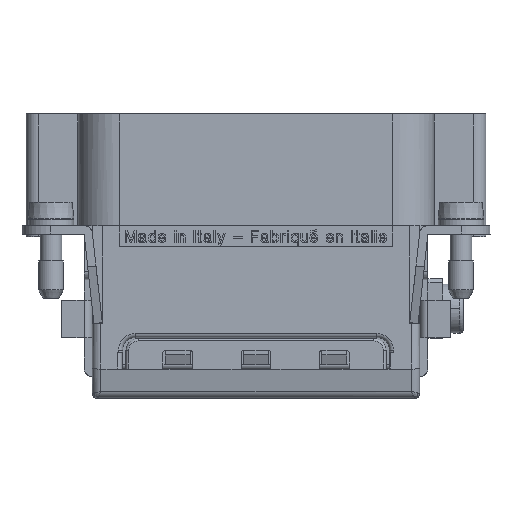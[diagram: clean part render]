
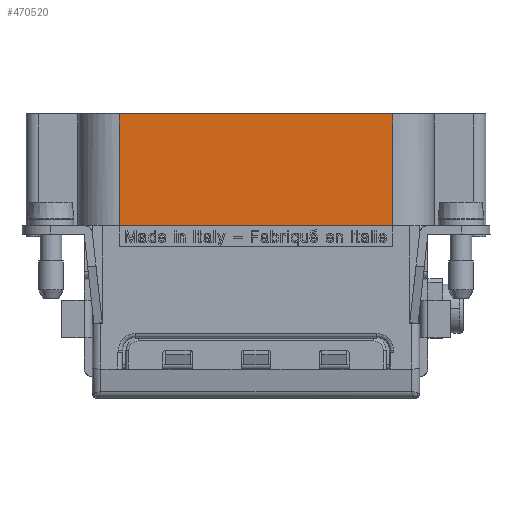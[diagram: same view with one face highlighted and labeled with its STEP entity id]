
A CAD part, front view. The second image highlights one B-rep face of the part: STEP entity #470520.
In plain terms, the highlighted face is planar.
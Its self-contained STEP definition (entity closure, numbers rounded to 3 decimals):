
#156310=CARTESIAN_POINT('',(96.296,65.084,-23.1)
);
#156320=VERTEX_POINT('',#156310);
#156350=CARTESIAN_POINT('',(151.909,65.084,-23.1));
#156360=DIRECTION('',(-1.,0.,0.));
#156370=VECTOR('',#156360,1.);
#156380=LINE('',#156350,#156370);
#156390=CARTESIAN_POINT('',(63.296,65.084,
-23.1));
#156400=VERTEX_POINT('',#156390);
#156410=EDGE_CURVE('',#156320,#156400,#156380,.T.);
#381310=CARTESIAN_POINT('',(63.296,65.084,
-9.6));
#381320=VERTEX_POINT('',#381310);
#381550=CARTESIAN_POINT('',(96.296,65.084,-9.6)
);
#381560=VERTEX_POINT('',#381550);
#470260=CARTESIAN_POINT('',(99.546,65.084,-9.9)
);
#470270=DIRECTION('',(0.,-1.,0.));
#470280=DIRECTION('',(1.,0.,0.));
#470290=AXIS2_PLACEMENT_3D('',#470260,#470270,#470280);
#470300=PLANE('',#470290);
#470310=CARTESIAN_POINT('',(63.296,65.084,
9.3));
#470320=DIRECTION('',(0.,0.,-1.));
#470330=VECTOR('',#470320,1.);
#470340=LINE('',#470310,#470330);
#470350=EDGE_CURVE('',#381320,#156400,#470340,.T.);
#470360=ORIENTED_EDGE('',*,*,#470350,.F.);
#470370=ORIENTED_EDGE('',*,*,#156410,.T.);
#470380=CARTESIAN_POINT('',(96.296,65.084,-9.9)
);
#470390=DIRECTION('',(0.,0.,-1.));
#470400=VECTOR('',#470390,1.);
#470410=LINE('',#470380,#470400);
#470420=EDGE_CURVE('',#381560,#156320,#470410,.T.);
#470430=ORIENTED_EDGE('',*,*,#470420,.T.);
#470440=CARTESIAN_POINT('',(151.909,65.084,-9.6
));
#470450=DIRECTION('',(-1.,0.,0.));
#470460=VECTOR('',#470450,1.);
#470470=LINE('',#470440,#470460);
#470480=EDGE_CURVE('',#381560,#381320,#470470,.T.);
#470490=ORIENTED_EDGE('',*,*,#470480,.F.);
#470500=EDGE_LOOP('',(#470490,#470430,#470370,#470360));
#470510=FACE_OUTER_BOUND('',#470500,.T.);
#470520=ADVANCED_FACE('',(#470510),#470300,.F.);
